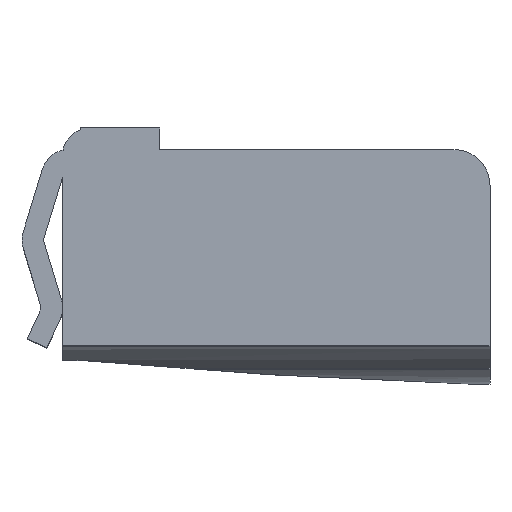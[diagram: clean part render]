
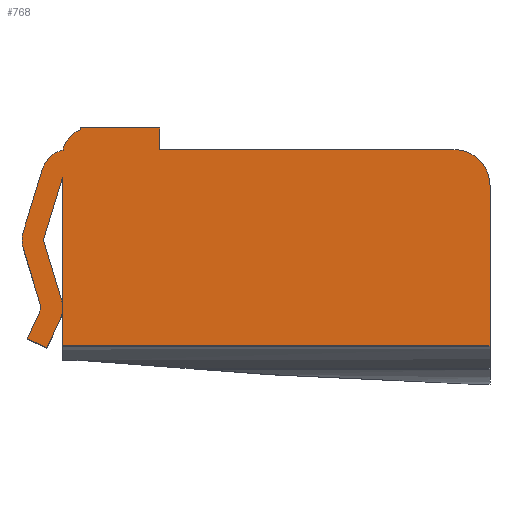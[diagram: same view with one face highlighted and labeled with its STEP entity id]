
A CAD part, top view. The second image highlights one B-rep face of the part: STEP entity #768.
In plain terms, the highlighted planar face has unit normal (0, 0, 1).
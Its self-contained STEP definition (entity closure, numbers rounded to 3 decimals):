
#113=DIRECTION('',(0.,1.,0.));
#114=VECTOR('',#113,8.9);
#115=CARTESIAN_POINT('',(12.993,-5.884,9.));
#116=LINE('',#115,#114);
#166=DIRECTION('',(-1.,0.,0.));
#167=VECTOR('',#166,23.733);
#168=CARTESIAN_POINT('',(12.993,-5.884,9.));
#169=LINE('',#168,#167);
#170=DIRECTION('',(0.,1.,0.));
#171=VECTOR('',#170,2.12);
#172=CARTESIAN_POINT('',(-10.74,-5.884,9.));
#173=LINE('',#172,#171);
#174=DIRECTION('',(0.,1.,0.));
#175=VECTOR('',#174,7.253);
#176=CARTESIAN_POINT('',(-10.74,-3.765,9.));
#177=LINE('',#176,#175);
#178=DIRECTION('',(-0.292,-0.956,0.));
#179=VECTOR('',#178,3.557);
#180=CARTESIAN_POINT('',(-10.74,3.489,9.));
#181=LINE('',#180,#179);
#182=CARTESIAN_POINT('',(-11.493,0.,9.));
#183=DIRECTION('',(0.,0.,1.));
#184=DIRECTION('',(-0.956,0.292,0.));
#185=AXIS2_PLACEMENT_3D('',#182,#183,#184);
#187=DIRECTION('',(0.288,-0.958,0.));
#188=VECTOR('',#187,3.39);
#189=CARTESIAN_POINT('',(-11.78,-0.086,9.));
#190=LINE('',#189,#188);
#191=CARTESIAN_POINT('',(-12.24,-3.765,9.));
#192=DIRECTION('',(0.,0.,-1.));
#193=DIRECTION('',(0.958,0.288,0.));
#194=AXIS2_PLACEMENT_3D('',#191,#192,#193);
#196=CARTESIAN_POINT('',(-12.24,-3.765,9.));
#197=DIRECTION('',(0.,0.,-1.));
#198=DIRECTION('',(1.,0.,0.));
#199=AXIS2_PLACEMENT_3D('',#196,#197,#198);
#201=DIRECTION('',(-0.418,-0.908,0.));
#202=VECTOR('',#201,1.753);
#203=CARTESIAN_POINT('',(-10.877,-4.391,9.));
#204=LINE('',#203,#202);
#205=DIRECTION('',(-0.908,0.418,0.));
#206=VECTOR('',#205,1.2);
#207=CARTESIAN_POINT('',(-11.61,-5.984,9.));
#208=LINE('',#207,#206);
#209=DIRECTION('',(0.418,0.908,0.));
#210=VECTOR('',#209,1.753);
#211=CARTESIAN_POINT('',(-12.7,-5.483,9.));
#212=LINE('',#211,#210);
#213=CARTESIAN_POINT('',(-12.24,-3.765,9.));
#214=DIRECTION('',(0.,0.,1.));
#215=DIRECTION('',(0.908,-0.418,0.));
#216=AXIS2_PLACEMENT_3D('',#213,#214,#215);
#218=DIRECTION('',(-0.288,0.958,0.));
#219=VECTOR('',#218,3.39);
#220=CARTESIAN_POINT('',(-11.953,-3.678,9.));
#221=LINE('',#220,#219);
#222=CARTESIAN_POINT('',(-11.493,0.,9.));
#223=DIRECTION('',(0.,0.,-1.));
#224=DIRECTION('',(-0.958,-0.288,0.));
#225=AXIS2_PLACEMENT_3D('',#222,#223,#224);
#227=DIRECTION('',(0.292,0.956,0.));
#228=VECTOR('',#227,3.676);
#229=CARTESIAN_POINT('',(-12.928,0.439,9.));
#230=LINE('',#229,#228);
#231=CARTESIAN_POINT('',(-10.418,3.516,9.));
#232=DIRECTION('',(0.,0.,-1.));
#233=DIRECTION('',(-0.956,0.292,0.));
#234=AXIS2_PLACEMENT_3D('',#231,#232,#233);
#236=CARTESIAN_POINT('',(-9.24,4.716,9.));
#237=DIRECTION('',(0.,0.,-1.));
#238=DIRECTION('',(-0.984,0.18,0.));
#239=AXIS2_PLACEMENT_3D('',#236,#237,#238);
#241=CARTESIAN_POINT('',(10.993,3.016,9.));
#242=DIRECTION('',(0.,0.,1.));
#243=DIRECTION('',(1.,0.,0.));
#244=AXIS2_PLACEMENT_3D('',#241,#242,#243);
#250=DIRECTION('',(-1.,0.,0.));
#251=VECTOR('',#250,16.333);
#252=CARTESIAN_POINT('',(10.993,5.016,9.));
#253=LINE('',#252,#251);
#258=DIRECTION('',(0.,1.,0.));
#259=VECTOR('',#258,1.2);
#260=CARTESIAN_POINT('',(-5.34,5.016,9.));
#261=LINE('',#260,#259);
#266=DIRECTION('',(-1.,0.,0.));
#267=VECTOR('',#266,4.4);
#268=CARTESIAN_POINT('',(-5.34,6.216,9.));
#269=LINE('',#268,#267);
#274=DIRECTION('',(0.,-1.,0.));
#275=VECTOR('',#274,0.086);
#276=CARTESIAN_POINT('',(-9.74,6.216,9.));
#277=LINE('',#276,#275);
#520=CARTESIAN_POINT('',(-10.74,3.489,9.));
#521=VERTEX_POINT('',#520);
#522=CARTESIAN_POINT('',(-10.74,-5.884,9.));
#524=VERTEX_POINT('',#522);
#538=CARTESIAN_POINT('',(-11.78,0.088,9.));
#539=VERTEX_POINT('',#538);
#540=CARTESIAN_POINT('',(-11.78,-0.086,9.));
#541=VERTEX_POINT('',#540);
#542=CARTESIAN_POINT('',(-10.804,-3.332,9.));
#543=VERTEX_POINT('',#542);
#544=CARTESIAN_POINT('',(-10.877,-4.391,9.));
#545=VERTEX_POINT('',#544);
#546=CARTESIAN_POINT('',(-11.61,-5.984,9.));
#547=VERTEX_POINT('',#546);
#548=CARTESIAN_POINT('',(-12.7,-5.483,9.));
#549=VERTEX_POINT('',#548);
#550=CARTESIAN_POINT('',(-11.968,-3.89,9.));
#551=VERTEX_POINT('',#550);
#552=CARTESIAN_POINT('',(-11.953,-3.678,9.));
#553=VERTEX_POINT('',#552);
#554=CARTESIAN_POINT('',(-12.93,-0.432,9.));
#555=VERTEX_POINT('',#554);
#556=CARTESIAN_POINT('',(-12.928,0.439,9.));
#557=VERTEX_POINT('',#556);
#558=CARTESIAN_POINT('',(-11.853,3.954,9.));
#559=VERTEX_POINT('',#558);
#560=CARTESIAN_POINT('',(-10.716,4.986,9.));
#561=VERTEX_POINT('',#560);
#562=CARTESIAN_POINT('',(-9.74,6.13,9.));
#563=VERTEX_POINT('',#562);
#564=CARTESIAN_POINT('',(-9.74,6.216,9.));
#565=VERTEX_POINT('',#564);
#566=CARTESIAN_POINT('',(-5.34,6.216,9.));
#567=VERTEX_POINT('',#566);
#568=CARTESIAN_POINT('',(-5.34,5.016,9.));
#569=VERTEX_POINT('',#568);
#570=CARTESIAN_POINT('',(10.993,5.016,9.));
#571=VERTEX_POINT('',#570);
#591=CARTESIAN_POINT('',(12.993,-5.884,9.));
#592=CARTESIAN_POINT('',(12.993,3.016,9.));
#593=VERTEX_POINT('',#591);
#594=VERTEX_POINT('',#592);
#595=CARTESIAN_POINT('',(-10.74,-3.765,9.));
#596=VERTEX_POINT('',#595);
#597=CARTESIAN_POINT('',(-10.74,-3.765,9.));
#598=VERTEX_POINT('',#597);
#717=CARTESIAN_POINT('',(0.,0.116,9.));
#718=DIRECTION('',(0.,0.,1.));
#719=DIRECTION('',(1.,0.,0.));
#720=AXIS2_PLACEMENT_3D('',#717,#718,#719);
#721=PLANE('',#720);
#723=ORIENTED_EDGE('',*,*,#722,.F.);
#724=ORIENTED_EDGE('',*,*,#675,.F.);
#725=ORIENTED_EDGE('',*,*,#707,.T.);
#727=ORIENTED_EDGE('',*,*,#726,.T.);
#729=ORIENTED_EDGE('',*,*,#728,.T.);
#731=ORIENTED_EDGE('',*,*,#730,.T.);
#733=ORIENTED_EDGE('',*,*,#732,.T.);
#735=ORIENTED_EDGE('',*,*,#734,.T.);
#737=ORIENTED_EDGE('',*,*,#736,.T.);
#739=ORIENTED_EDGE('',*,*,#738,.T.);
#741=ORIENTED_EDGE('',*,*,#740,.T.);
#743=ORIENTED_EDGE('',*,*,#742,.T.);
#745=ORIENTED_EDGE('',*,*,#744,.T.);
#747=ORIENTED_EDGE('',*,*,#746,.T.);
#749=ORIENTED_EDGE('',*,*,#748,.T.);
#751=ORIENTED_EDGE('',*,*,#750,.T.);
#753=ORIENTED_EDGE('',*,*,#752,.T.);
#755=ORIENTED_EDGE('',*,*,#754,.T.);
#757=ORIENTED_EDGE('',*,*,#756,.T.);
#759=ORIENTED_EDGE('',*,*,#758,.F.);
#761=ORIENTED_EDGE('',*,*,#760,.F.);
#763=ORIENTED_EDGE('',*,*,#762,.F.);
#765=ORIENTED_EDGE('',*,*,#764,.F.);
#766=EDGE_LOOP('',(#723,#724,#725,#727,#729,#731,#733,#735,#737,#739,#741,#743,
#745,#747,#749,#751,#753,#755,#757,#759,#761,#763,#765));
#767=FACE_OUTER_BOUND('',#766,.F.);
#768=ADVANCED_FACE('',(#767),#721,.T.);
#186=CIRCLE('',#185,0.3);
#195=CIRCLE('',#194,1.5);
#200=CIRCLE('',#199,1.5);
#217=CIRCLE('',#216,0.3);
#226=CIRCLE('',#225,1.5);
#235=CIRCLE('',#234,1.5);
#240=CIRCLE('',#239,1.5);
#245=CIRCLE('',#244,2.);
#675=EDGE_CURVE('',#593,#594,#116,.T.);
#707=EDGE_CURVE('',#593,#524,#169,.T.);
#722=EDGE_CURVE('',#594,#571,#245,.T.);
#726=EDGE_CURVE('',#524,#598,#173,.T.);
#728=EDGE_CURVE('',#598,#521,#177,.T.);
#730=EDGE_CURVE('',#521,#539,#181,.T.);
#732=EDGE_CURVE('',#539,#541,#186,.T.);
#734=EDGE_CURVE('',#541,#543,#190,.T.);
#736=EDGE_CURVE('',#543,#596,#195,.T.);
#738=EDGE_CURVE('',#596,#545,#200,.T.);
#740=EDGE_CURVE('',#545,#547,#204,.T.);
#742=EDGE_CURVE('',#547,#549,#208,.T.);
#744=EDGE_CURVE('',#549,#551,#212,.T.);
#746=EDGE_CURVE('',#551,#553,#217,.T.);
#748=EDGE_CURVE('',#553,#555,#221,.T.);
#750=EDGE_CURVE('',#555,#557,#226,.T.);
#752=EDGE_CURVE('',#557,#559,#230,.T.);
#754=EDGE_CURVE('',#559,#561,#235,.T.);
#756=EDGE_CURVE('',#561,#563,#240,.T.);
#758=EDGE_CURVE('',#565,#563,#277,.T.);
#760=EDGE_CURVE('',#567,#565,#269,.T.);
#762=EDGE_CURVE('',#569,#567,#261,.T.);
#764=EDGE_CURVE('',#571,#569,#253,.T.);
